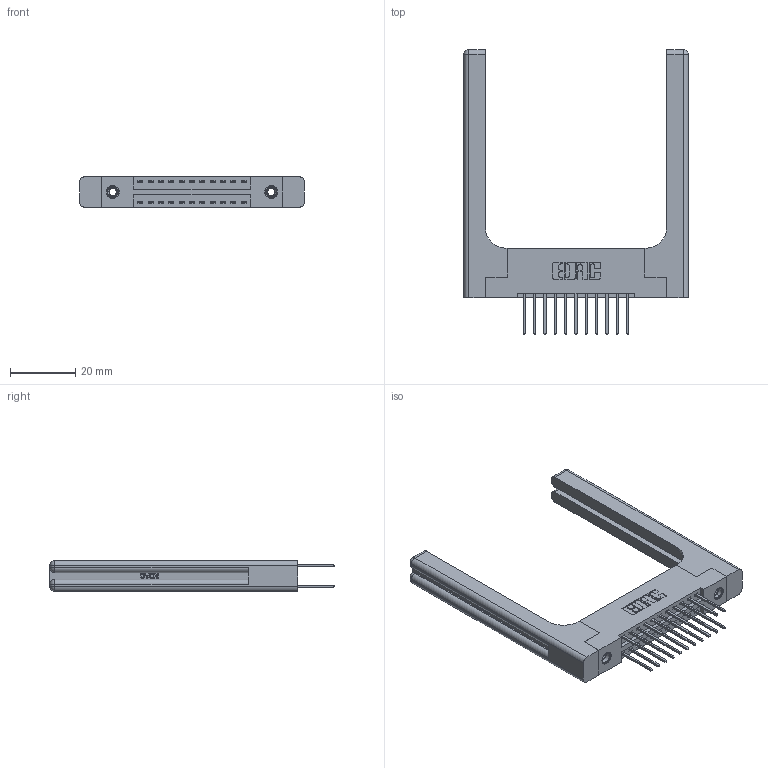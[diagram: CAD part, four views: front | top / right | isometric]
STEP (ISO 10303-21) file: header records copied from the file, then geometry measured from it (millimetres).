
FILE_DESCRIPTION (( 'STEP AP203' ), '1' );
FILE_NAME ('396-022-522-258.STEP', '2019-10-30T03:43:38', ( '' ), ( '' ), 'SwSTEP 2.0', 'SolidWorks 2016', '' );
FILE_SCHEMA (( 'CONFIG_CONTROL_DESIGN' ));
Length unit declared in the file: inch
Products named in the file (5): 345-292-001_345-293-122; 345-250-001_345-250-001-102; 346-220-058_345-220-058; 346 Part_Flush Mounting Lugs - 0.156 Dia-TH; 396-022-522-258
Assembly tree (27 placements, depth 2):
  396-022-522-258
    346 Part_Flush Mounting Lugs - 0.156 Dia-TH
    345-292-001_345-293-122  x22
    345-250-001_345-250-001-102  x2
    346-220-058_345-220-058  x2
Bounding box: 68.99 x 87.38 x 9.4 mm (x, y, z)
Volume: 14036.9 mm3; surface area: 13740.1 mm2
Topology: 27 solids, 27 shells, 1522 faces, 4405 edges, 2886 vertices
Faces by surface type: plane 994, cylinder 468, bspline 36, cone 12, sphere 8, torus 4
Entity records: 16552 total; most frequent: CARTESIAN_POINT 3777, ORIENTED_EDGE 2508, DIRECTION 2314, EDGE_CURVE 1254, VECTOR 986, LINE 986, VERTEX_POINT 826, AXIS2_PLACEMENT_3D 664
